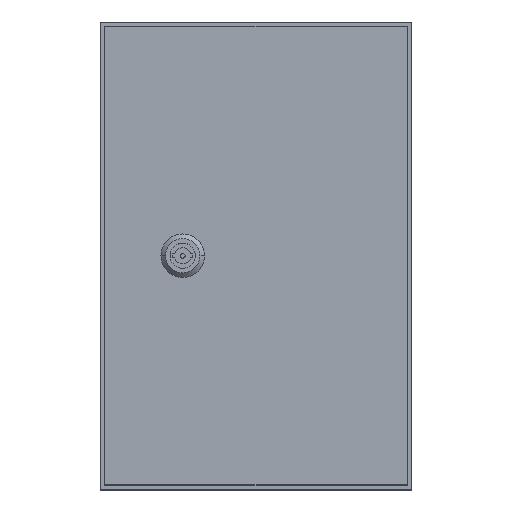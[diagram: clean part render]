
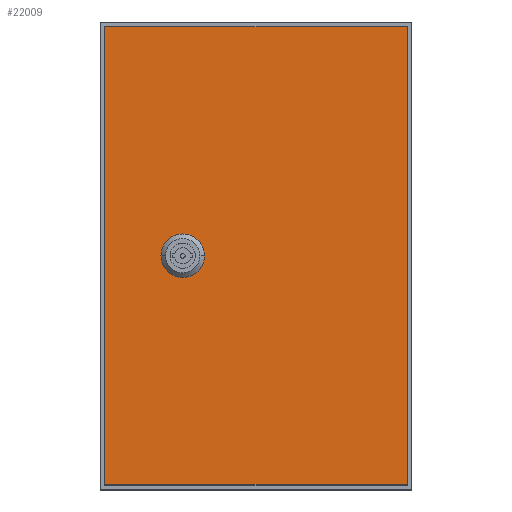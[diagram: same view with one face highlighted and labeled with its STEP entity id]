
A CAD part, top view. The second image highlights one B-rep face of the part: STEP entity #22009.
In plain terms, the highlighted planar face has unit normal (0, 0, 1).
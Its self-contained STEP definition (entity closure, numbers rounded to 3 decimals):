
#61 = LINE ( 'NONE', #14126, #14542 ) ;
#696 = CARTESIAN_POINT ( 'NONE',  ( 39., 150., 17. ) ) ;
#871 = CARTESIAN_POINT ( 'NONE',  ( 3., 297., 17. ) ) ;
#889 = VERTEX_POINT ( 'NONE', #2018 ) ;
#973 = ORIENTED_EDGE ( 'NONE', *, *, #2730, .T. ) ;
#1497 = CARTESIAN_POINT ( 'NONE',  ( 67., 150., 17. ) ) ;
#1755 = CARTESIAN_POINT ( 'NONE',  ( 197., 297., 17. ) ) ;
#2018 = CARTESIAN_POINT ( 'NONE',  ( 3., 3., 17. ) ) ;
#2285 = VECTOR ( 'NONE', #4843, 1000. ) ;
#2391 = CARTESIAN_POINT ( 'NONE',  ( 53., 150., 17. ) ) ;
#2599 = LINE ( 'NONE', #871, #7451 ) ;
#2730 = EDGE_CURVE ( 'NONE', #7815, #3852, #6208, .T. ) ;
#2793 = CIRCLE ( 'NONE', #20837, 14. ) ;
#3217 = PLANE ( 'NONE',  #22284 ) ;
#3434 = CARTESIAN_POINT ( 'NONE',  ( 197., 3., 17. ) ) ;
#3852 = VERTEX_POINT ( 'NONE', #696 ) ;
#4003 = AXIS2_PLACEMENT_3D ( 'NONE', #20597, #20372, #15184 ) ;
#4843 = DIRECTION ( 'NONE',  ( 0., 1., 0. ) ) ;
#5713 = EDGE_CURVE ( 'NONE', #22462, #7788, #61, .T. ) ;
#5825 = ORIENTED_EDGE ( 'NONE', *, *, #5914, .T. ) ;
#5914 = EDGE_CURVE ( 'NONE', #889, #14516, #19640, .T. ) ;
#6208 = CIRCLE ( 'NONE', #4003, 14. ) ;
#6854 = CARTESIAN_POINT ( 'NONE',  ( 197., 297., 17. ) ) ;
#7280 = EDGE_CURVE ( 'NONE', #14516, #22462, #17557, .T. ) ;
#7451 = VECTOR ( 'NONE', #16334, 1000. ) ;
#7587 = ORIENTED_EDGE ( 'NONE', *, *, #7280, .T. ) ;
#7788 = VERTEX_POINT ( 'NONE', #10358 ) ;
#7815 = VERTEX_POINT ( 'NONE', #1497 ) ;
#7849 = EDGE_LOOP ( 'NONE', ( #9935, #973 ) ) ;
#9323 = EDGE_CURVE ( 'NONE', #3852, #7815, #2793, .T. ) ;
#9727 = DIRECTION ( 'NONE',  ( -1., 0., 0. ) ) ;
#9935 = ORIENTED_EDGE ( 'NONE', *, *, #9323, .T. ) ;
#10358 = CARTESIAN_POINT ( 'NONE',  ( 3., 297., 17. ) ) ;
#11713 = VECTOR ( 'NONE', #12596, 1000. ) ;
#11867 = FACE_BOUND ( 'NONE', #7849, .T. ) ;
#12596 = DIRECTION ( 'NONE',  ( 1., 0., 0. ) ) ;
#13488 = DIRECTION ( 'NONE',  ( 0., 0., 1. ) ) ;
#14126 = CARTESIAN_POINT ( 'NONE',  ( 3., 297., 17. ) ) ;
#14516 = VERTEX_POINT ( 'NONE', #3434 ) ;
#14542 = VECTOR ( 'NONE', #22820, 1000. ) ;
#15184 = DIRECTION ( 'NONE',  ( -1., 0., 0. ) ) ;
#16334 = DIRECTION ( 'NONE',  ( 0., -1., 0. ) ) ;
#17557 = LINE ( 'NONE', #1755, #2285 ) ;
#17688 = CARTESIAN_POINT ( 'NONE',  ( 3., 3., 17. ) ) ;
#18252 = ORIENTED_EDGE ( 'NONE', *, *, #5713, .T. ) ;
#18866 = DIRECTION ( 'NONE',  ( 0., 0., -1. ) ) ;
#18904 = CARTESIAN_POINT ( 'NONE',  ( 0., 0., 17. ) ) ;
#19329 = ORIENTED_EDGE ( 'NONE', *, *, #20196, .T. ) ;
#19640 = LINE ( 'NONE', #17688, #11713 ) ;
#20196 = EDGE_CURVE ( 'NONE', #7788, #889, #2599, .T. ) ;
#20372 = DIRECTION ( 'NONE',  ( 0., 0., -1. ) ) ;
#20409 = EDGE_LOOP ( 'NONE', ( #19329, #5825, #7587, #18252 ) ) ;
#20597 = CARTESIAN_POINT ( 'NONE',  ( 53., 150., 17. ) ) ;
#20837 = AXIS2_PLACEMENT_3D ( 'NONE', #2391, #18866, #9727 ) ;
#20857 = DIRECTION ( 'NONE',  ( 1., 0., 0. ) ) ;
#22009 = ADVANCED_FACE ( 'NONE', ( #11867, #22283 ), #3217, .T. ) ;
#22283 = FACE_OUTER_BOUND ( 'NONE', #20409, .T. ) ;
#22284 = AXIS2_PLACEMENT_3D ( 'NONE', #18904, #13488, #20857 ) ;
#22462 = VERTEX_POINT ( 'NONE', #6854 ) ;
#22820 = DIRECTION ( 'NONE',  ( -1., 0., 0. ) ) ;
